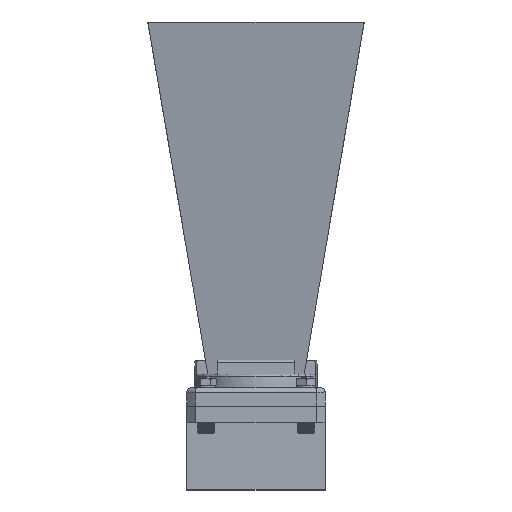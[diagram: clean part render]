
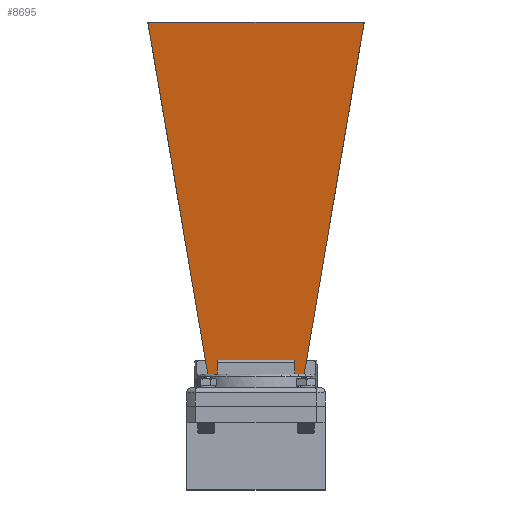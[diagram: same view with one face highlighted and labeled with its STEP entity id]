
A CAD part, front view. The second image highlights one B-rep face of the part: STEP entity #8695.
In plain terms, the highlighted face is planar.
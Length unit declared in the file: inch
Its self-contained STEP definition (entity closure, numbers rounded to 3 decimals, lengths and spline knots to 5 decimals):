
#211 = DIRECTION ( 'NONE',  ( 0., -0.988, -0.154 ) ) ;
#305 = EDGE_CURVE ( 'NONE', #12677, #9853, #14789, .T. ) ;
#507 = FACE_OUTER_BOUND ( 'NONE', #5283, .T. ) ;
#809 = VERTEX_POINT ( 'NONE', #8580 ) ;
#1064 = ORIENTED_EDGE ( 'NONE', *, *, #13052, .T. ) ;
#2103 = VECTOR ( 'NONE', #11538, 39.37008 ) ;
#2199 = LINE ( 'NONE', #3415, #11768 ) ;
#2227 = VECTOR ( 'NONE', #10598, 39.37008 ) ;
#2231 = CARTESIAN_POINT ( 'NONE',  ( 1.46533, 5.20018, 1.057 ) ) ;
#2333 = CARTESIAN_POINT ( 'NONE',  ( 0.79856, 1.29054, 0.44579 ) ) ;
#2970 = CARTESIAN_POINT ( 'NONE',  ( 0.5267, 0.435, 0.31203 ) ) ;
#3415 = CARTESIAN_POINT ( 'NONE',  ( 0.5267, 0.435, 0.31203 ) ) ;
#3469 = VECTOR ( 'NONE', #8998, 39.37008 ) ;
#3488 = DIRECTION ( 'NONE',  ( 0., 0.988, 0.154 ) ) ;
#3611 = DIRECTION ( 'NONE',  ( 0., -0.154, 0.988 ) ) ;
#3617 = EDGE_CURVE ( 'NONE', #14582, #9853, #6248, .T. ) ;
#4176 = CARTESIAN_POINT ( 'NONE',  ( -1.46533, 5.20018, 1.057 ) ) ;
#4425 = VECTOR ( 'NONE', #9166, 39.37008 ) ;
#5283 = EDGE_LOOP ( 'NONE', ( #11450, #7178, #11524, #6970, #14501, #13085, #5628, #1064 ) ) ;
#5495 = VECTOR ( 'NONE', #13836, 39.37008 ) ;
#5628 = ORIENTED_EDGE ( 'NONE', *, *, #11223, .T. ) ;
#5945 = CARTESIAN_POINT ( 'NONE',  ( -5.93775, 5.20018, 1.057 ) ) ;
#6248 = LINE ( 'NONE', #5945, #2227 ) ;
#6867 = CARTESIAN_POINT ( 'NONE',  ( -5.93775, 0.435, 0.31203 ) ) ;
#6970 = ORIENTED_EDGE ( 'NONE', *, *, #305, .T. ) ;
#7026 = VERTEX_POINT ( 'NONE', #2970 ) ;
#7178 = ORIENTED_EDGE ( 'NONE', *, *, #14280, .F. ) ;
#7503 = CARTESIAN_POINT ( 'NONE',  ( -5.93775, 0.435, 0.31203 ) ) ;
#7553 = CARTESIAN_POINT ( 'NONE',  ( -0.65266, 0.435, 0.31203 ) ) ;
#7863 = LINE ( 'NONE', #13845, #3469 ) ;
#8414 = CARTESIAN_POINT ( 'NONE',  ( -0.5267, 0.625, 0.34174 ) ) ;
#8580 = CARTESIAN_POINT ( 'NONE',  ( 0.5267, 0.625, 0.34174 ) ) ;
#8695 = ADVANCED_FACE ( 'NONE', ( #507 ), #9462, .T. ) ;
#8998 = DIRECTION ( 'NONE',  ( -1., 0., 0. ) ) ;
#9166 = DIRECTION ( 'NONE',  ( 0.166, -0.974, -0.152 ) ) ;
#9462 = PLANE ( 'NONE',  #9607 ) ;
#9466 = CARTESIAN_POINT ( 'NONE',  ( -0.5267, 0.435, 0.31203 ) ) ;
#9607 = AXIS2_PLACEMENT_3D ( 'NONE', #14003, #3611, #211 ) ;
#9699 = VERTEX_POINT ( 'NONE', #9466 ) ;
#9853 = VERTEX_POINT ( 'NONE', #2231 ) ;
#10369 = LINE ( 'NONE', #6867, #5495 ) ;
#10515 = CARTESIAN_POINT ( 'NONE',  ( 0.65266, 0.435, 0.31203 ) ) ;
#10550 = CARTESIAN_POINT ( 'NONE',  ( -0.79856, 1.29054, 0.44579 ) ) ;
#10598 = DIRECTION ( 'NONE',  ( 1., 0., 0. ) ) ;
#10913 = VERTEX_POINT ( 'NONE', #8414 ) ;
#11157 = EDGE_CURVE ( 'NONE', #7026, #12677, #13272, .T. ) ;
#11223 = EDGE_CURVE ( 'NONE', #13628, #9699, #10369, .T. ) ;
#11450 = ORIENTED_EDGE ( 'NONE', *, *, #12262, .F. ) ;
#11524 = ORIENTED_EDGE ( 'NONE', *, *, #11157, .T. ) ;
#11538 = DIRECTION ( 'NONE',  ( 0.166, 0.974, 0.152 ) ) ;
#11718 = EDGE_CURVE ( 'NONE', #14582, #13628, #12664, .T. ) ;
#11745 = VECTOR ( 'NONE', #3488, 39.37008 ) ;
#11768 = VECTOR ( 'NONE', #12465, 39.37008 ) ;
#12047 = VECTOR ( 'NONE', #12149, 39.37008 ) ;
#12149 = DIRECTION ( 'NONE',  ( 1., 0., 0. ) ) ;
#12262 = EDGE_CURVE ( 'NONE', #809, #10913, #7863, .T. ) ;
#12465 = DIRECTION ( 'NONE',  ( 0., 0.988, 0.154 ) ) ;
#12664 = LINE ( 'NONE', #10550, #4425 ) ;
#12677 = VERTEX_POINT ( 'NONE', #10515 ) ;
#12834 = CARTESIAN_POINT ( 'NONE',  ( -0.5267, 0.435, 0.31203 ) ) ;
#13052 = EDGE_CURVE ( 'NONE', #9699, #10913, #14033, .T. ) ;
#13085 = ORIENTED_EDGE ( 'NONE', *, *, #11718, .T. ) ;
#13272 = LINE ( 'NONE', #7503, #12047 ) ;
#13628 = VERTEX_POINT ( 'NONE', #7553 ) ;
#13836 = DIRECTION ( 'NONE',  ( 1., 0., 0. ) ) ;
#13845 = CARTESIAN_POINT ( 'NONE',  ( 0.5267, 0.625, 0.34174 ) ) ;
#14003 = CARTESIAN_POINT ( 'NONE',  ( -5.93775, 0.435, 0.31203 ) ) ;
#14033 = LINE ( 'NONE', #12834, #11745 ) ;
#14280 = EDGE_CURVE ( 'NONE', #7026, #809, #2199, .T. ) ;
#14501 = ORIENTED_EDGE ( 'NONE', *, *, #3617, .F. ) ;
#14582 = VERTEX_POINT ( 'NONE', #4176 ) ;
#14789 = LINE ( 'NONE', #2333, #2103 ) ;
